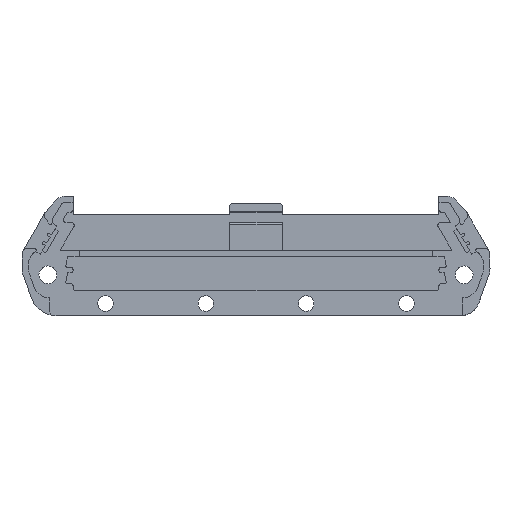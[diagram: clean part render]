
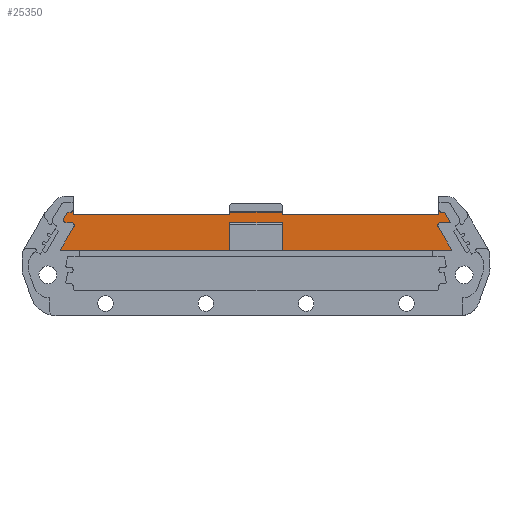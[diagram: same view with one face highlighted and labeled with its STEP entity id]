
A CAD part, top view. The second image highlights one B-rep face of the part: STEP entity #25350.
In plain terms, the highlighted planar face has unit normal (0, 0, 1).
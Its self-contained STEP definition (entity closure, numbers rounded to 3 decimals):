
#4380=CARTESIAN_POINT('',(-35.892,6.586,
-12.));
#4390=VERTEX_POINT('',#4380);
#4420=CARTESIAN_POINT('',(-35.892,0.,-12.));
#4430=DIRECTION('',(0.,1.,0.));
#4440=VECTOR('',#4430,1.);
#4450=LINE('',#4420,#4440);
#4460=CARTESIAN_POINT('',(-35.892,11.886,
-12.));
#4470=VERTEX_POINT('',#4460);
#4480=EDGE_CURVE('',#4390,#4470,#4450,.T.);
#4760=CARTESIAN_POINT('',(-65.706,11.386,
-12.));
#4770=VERTEX_POINT('',#4760);
#4820=CARTESIAN_POINT('',(-66.206,11.386,
-12.));
#4830=DIRECTION('',(0.,0.,-1.));
#4840=DIRECTION('',(-1.,0.,0.));
#4850=AXIS2_PLACEMENT_3D('',#4820,#4830,#4840);
#4860=CIRCLE('',#4850,0.5);
#4870=CARTESIAN_POINT('',(-65.773,11.136,
-12.));
#4880=VERTEX_POINT('',#4870);
#4890=EDGE_CURVE('',#4770,#4880,#4860,.T.);
#7590=CARTESIAN_POINT('',(-25.892,11.886,
-12.));
#7600=VERTEX_POINT('',#7590);
#7630=CARTESIAN_POINT('',(-25.892,0.,-12.));
#7640=DIRECTION('',(0.,1.,0.));
#7650=VECTOR('',#7640,1.);
#7660=LINE('',#7630,#7650);
#7670=CARTESIAN_POINT('',(-25.892,6.586,
-12.));
#7680=VERTEX_POINT('',#7670);
#7690=EDGE_CURVE('',#7680,#7600,#7660,.T.);
#10480=CARTESIAN_POINT('',(4.108,14.386,
-12.));
#10490=VERTEX_POINT('',#10480);
#10520=CARTESIAN_POINT('',(4.108,0.,-12.));
#10530=DIRECTION('',(0.,-1.,0.));
#10540=VECTOR('',#10530,1.);
#10550=LINE('',#10520,#10540);
#10560=CARTESIAN_POINT('',(4.108,13.486,
-12.));
#10570=VERTEX_POINT('',#10560);
#10580=EDGE_CURVE('',#10490,#10570,#10550,.T.);
#16970=CARTESIAN_POINT('',(0.,11.886,-12.));
#16980=DIRECTION('',(-1.,0.,0.));
#16990=VECTOR('',#16980,1.);
#17000=LINE('',#16970,#16990);
#17010=EDGE_CURVE('',#7600,#4470,#17000,.T.);
#23230=CARTESIAN_POINT('',(-72.202,0.,-12.));
#23240=DIRECTION('',(-0.5,-0.866,0.));
#23250=VECTOR('',#23240,1.);
#23260=LINE('',#23230,#23250);
#23270=CARTESIAN_POINT('',(-68.4,6.586,
-12.));
#23280=VERTEX_POINT('',#23270);
#23290=EDGE_CURVE('',#4880,#23280,#23260,.T.);
#23550=CARTESIAN_POINT('',(-27.022,-9.498,
-12.));
#23560=DIRECTION('',(0.,0.,-1.));
#23570=DIRECTION('',(-1.,0.,0.));
#23580=AXIS2_PLACEMENT_3D('',#23550,#23560,#23570);
#23590=PLANE('',#23580);
#23600=ORIENTED_EDGE('',*,*,#23290,.T.);
#23610=ORIENTED_EDGE('',*,*,#4890,.T.);
#23620=CARTESIAN_POINT('',(-66.206,11.886,
-12.));
#23630=VERTEX_POINT('',#23620);
#23640=EDGE_CURVE('',#23630,#4770,#4860,.T.);
#23650=ORIENTED_EDGE('',*,*,#23640,.T.);
#23660=CARTESIAN_POINT('',(0.,11.886,-12.));
#23670=DIRECTION('',(-1.,0.,0.));
#23680=VECTOR('',#23670,1.);
#23690=LINE('',#23660,#23680);
#23700=CARTESIAN_POINT('',(-67.281,11.886,
-12.));
#23710=VERTEX_POINT('',#23700);
#23720=EDGE_CURVE('',#23630,#23710,#23690,.T.);
#23730=ORIENTED_EDGE('',*,*,#23720,.F.);
#23740=CARTESIAN_POINT('',(-67.281,12.386,
-12.));
#23750=DIRECTION('',(0.,0.,-1.));
#23760=DIRECTION('',(-1.,0.,0.));
#23770=AXIS2_PLACEMENT_3D('',#23740,#23750,#23760);
#23780=CIRCLE('',#23770,0.5);
#23790=CARTESIAN_POINT('',(-67.781,12.386,
-12.));
#23800=VERTEX_POINT('',#23790);
#23810=EDGE_CURVE('',#23710,#23800,#23780,.T.);
#23820=ORIENTED_EDGE('',*,*,#23810,.F.);
#23830=CARTESIAN_POINT('',(-67.714,12.636,
-12.));
#23840=VERTEX_POINT('',#23830);
#23850=EDGE_CURVE('',#23800,#23840,#23780,.T.);
#23860=ORIENTED_EDGE('',*,*,#23850,.F.);
#23870=CARTESIAN_POINT('',(-75.01,0.,-12.));
#23880=DIRECTION('',(0.5,0.866,0.));
#23890=VECTOR('',#23880,1.);
#23900=LINE('',#23870,#23890);
#23910=CARTESIAN_POINT('',(-67.137,13.636,
-12.));
#23920=VERTEX_POINT('',#23910);
#23930=EDGE_CURVE('',#23840,#23920,#23900,.T.);
#23940=ORIENTED_EDGE('',*,*,#23930,.F.);
#23950=CARTESIAN_POINT('',(-66.704,13.386,
-12.));
#23960=DIRECTION('',(0.,0.,-1.));
#23970=DIRECTION('',(-1.,0.,0.));
#23980=AXIS2_PLACEMENT_3D('',#23950,#23960,#23970);
#23990=CIRCLE('',#23980,0.5);
#24000=CARTESIAN_POINT('',(-66.704,13.886,
-12.));
#24010=VERTEX_POINT('',#24000);
#24020=EDGE_CURVE('',#23920,#24010,#23990,.T.);
#24030=ORIENTED_EDGE('',*,*,#24020,.F.);
#24040=CARTESIAN_POINT('',(0.,13.886,-12.));
#24050=DIRECTION('',(-1.,0.,0.));
#24060=VECTOR('',#24050,1.);
#24070=LINE('',#24040,#24060);
#24080=CARTESIAN_POINT('',(-66.392,13.886,
-12.));
#24090=VERTEX_POINT('',#24080);
#24100=EDGE_CURVE('',#24090,#24010,#24070,.T.);
#24110=ORIENTED_EDGE('',*,*,#24100,.T.);
#24120=CARTESIAN_POINT('',(-66.392,14.386,
-12.));
#24130=DIRECTION('',(0.,0.,-1.));
#24140=DIRECTION('',(-1.,0.,0.));
#24150=AXIS2_PLACEMENT_3D('',#24120,#24130,#24140);
#24160=CIRCLE('',#24150,0.5);
#24170=CARTESIAN_POINT('',(-65.892,14.386,
-12.));
#24180=VERTEX_POINT('',#24170);
#24190=EDGE_CURVE('',#24180,#24090,#24160,.T.);
#24200=ORIENTED_EDGE('',*,*,#24190,.T.);
#24210=CARTESIAN_POINT('',(-65.892,0.,-12.));
#24220=DIRECTION('',(0.,-1.,0.));
#24230=VECTOR('',#24220,1.);
#24240=LINE('',#24210,#24230);
#24250=CARTESIAN_POINT('',(-65.892,13.486,
-12.));
#24260=VERTEX_POINT('',#24250);
#24270=EDGE_CURVE('',#24180,#24260,#24240,.T.);
#24280=ORIENTED_EDGE('',*,*,#24270,.F.);
#24290=CARTESIAN_POINT('',(0.,13.486,-12.));
#24300=DIRECTION('',(-1.,0.,0.));
#24310=VECTOR('',#24300,1.);
#24320=LINE('',#24290,#24310);
#24330=CARTESIAN_POINT('',(-35.892,13.486,
-12.));
#24340=VERTEX_POINT('',#24330);
#24350=EDGE_CURVE('',#24340,#24260,#24320,.T.);
#24360=ORIENTED_EDGE('',*,*,#24350,.T.);
#24370=CARTESIAN_POINT('',(-35.892,0.,-12.));
#24380=DIRECTION('',(0.,1.,0.));
#24390=VECTOR('',#24380,1.);
#24400=LINE('',#24370,#24390);
#24410=CARTESIAN_POINT('',(-35.892,13.886,
-12.));
#24420=VERTEX_POINT('',#24410);
#24430=EDGE_CURVE('',#24340,#24420,#24400,.T.);
#24440=ORIENTED_EDGE('',*,*,#24430,.F.);
#24450=CARTESIAN_POINT('',(0.,13.886,-12.));
#24460=DIRECTION('',(-1.,0.,0.));
#24470=VECTOR('',#24460,1.);
#24480=LINE('',#24450,#24470);
#24490=CARTESIAN_POINT('',(-25.892,13.886,
-12.));
#24500=VERTEX_POINT('',#24490);
#24510=EDGE_CURVE('',#24500,#24420,#24480,.T.);
#24520=ORIENTED_EDGE('',*,*,#24510,.T.);
#24530=CARTESIAN_POINT('',(-25.892,0.,-12.));
#24540=DIRECTION('',(0.,-1.,0.));
#24550=VECTOR('',#24540,1.);
#24560=LINE('',#24530,#24550);
#24570=CARTESIAN_POINT('',(-25.892,13.486,
-12.));
#24580=VERTEX_POINT('',#24570);
#24590=EDGE_CURVE('',#24500,#24580,#24560,.T.);
#24600=ORIENTED_EDGE('',*,*,#24590,.F.);
#24610=CARTESIAN_POINT('',(0.,13.486,-12.));
#24620=DIRECTION('',(-1.,0.,0.));
#24630=VECTOR('',#24620,1.);
#24640=LINE('',#24610,#24630);
#24650=EDGE_CURVE('',#10570,#24580,#24640,.T.);
#24660=ORIENTED_EDGE('',*,*,#24650,.T.);
#24670=ORIENTED_EDGE('',*,*,#10580,.T.);
#24680=CARTESIAN_POINT('',(4.608,14.386,
-12.));
#24690=DIRECTION('',(0.,0.,-1.));
#24700=DIRECTION('',(-1.,0.,0.));
#24710=AXIS2_PLACEMENT_3D('',#24680,#24690,#24700);
#24720=CIRCLE('',#24710,0.5);
#24730=CARTESIAN_POINT('',(4.608,13.886,
-12.));
#24740=VERTEX_POINT('',#24730);
#24750=EDGE_CURVE('',#24740,#10490,#24720,.T.);
#24760=ORIENTED_EDGE('',*,*,#24750,.T.);
#24770=CARTESIAN_POINT('',(0.,13.886,-12.));
#24780=DIRECTION('',(-1.,0.,0.));
#24790=VECTOR('',#24780,1.);
#24800=LINE('',#24770,#24790);
#24810=CARTESIAN_POINT('',(5.208,13.886,
-12.));
#24820=VERTEX_POINT('',#24810);
#24830=EDGE_CURVE('',#24820,#24740,#24800,.T.);
#24840=ORIENTED_EDGE('',*,*,#24830,.T.);
#24850=CARTESIAN_POINT('',(13.225,0.,-12.));
#24860=DIRECTION('',(0.5,-0.866,0.));
#24870=VECTOR('',#24860,1.);
#24880=LINE('',#24850,#24870);
#24890=CARTESIAN_POINT('',(6.362,11.886,
-12.));
#24900=VERTEX_POINT('',#24890);
#24910=EDGE_CURVE('',#24820,#24900,#24880,.T.);
#24920=ORIENTED_EDGE('',*,*,#24910,.F.);
#24930=CARTESIAN_POINT('',(0.,11.886,-12.));
#24940=DIRECTION('',(-1.,0.,0.));
#24950=VECTOR('',#24940,1.);
#24960=LINE('',#24930,#24950);
#24970=CARTESIAN_POINT('',(4.421,11.886,
-12.));
#24980=VERTEX_POINT('',#24970);
#24990=EDGE_CURVE('',#24900,#24980,#24960,.T.);
#25000=ORIENTED_EDGE('',*,*,#24990,.F.);
#25010=CARTESIAN_POINT('',(4.421,11.386,
-12.));
#25020=DIRECTION('',(0.,0.,1.));
#25030=DIRECTION('',(1.,0.,0.));
#25040=AXIS2_PLACEMENT_3D('',#25010,#25020,#25030);
#25050=CIRCLE('',#25040,0.5);
#25060=CARTESIAN_POINT('',(3.921,11.386,
-12.));
#25070=VERTEX_POINT('',#25060);
#25080=EDGE_CURVE('',#24980,#25070,#25050,.T.);
#25090=ORIENTED_EDGE('',*,*,#25080,.F.);
#25100=CARTESIAN_POINT('',(3.988,11.136,
-12.));
#25110=VERTEX_POINT('',#25100);
#25120=EDGE_CURVE('',#25070,#25110,#25050,.T.);
#25130=ORIENTED_EDGE('',*,*,#25120,.F.);
#25140=CARTESIAN_POINT('',(10.418,0.,-12.));
#25150=DIRECTION('',(0.5,-0.866,0.));
#25160=VECTOR('',#25150,1.);
#25170=LINE('',#25140,#25160);
#25180=CARTESIAN_POINT('',(6.615,6.586,
-12.));
#25190=VERTEX_POINT('',#25180);
#25200=EDGE_CURVE('',#25110,#25190,#25170,.T.);
#25210=ORIENTED_EDGE('',*,*,#25200,.F.);
#25220=CARTESIAN_POINT('',(0.,6.586,-12.));
#25230=DIRECTION('',(1.,0.,0.));
#25240=VECTOR('',#25230,1.);
#25250=LINE('',#25220,#25240);
#25260=EDGE_CURVE('',#7680,#25190,#25250,.T.);
#25270=ORIENTED_EDGE('',*,*,#25260,.T.);
#25280=ORIENTED_EDGE('',*,*,#7690,.F.);
#25290=ORIENTED_EDGE('',*,*,#17010,.F.);
#25300=ORIENTED_EDGE('',*,*,#4480,.T.);
#25310=EDGE_CURVE('',#23280,#4390,#25250,.T.);
#25320=ORIENTED_EDGE('',*,*,#25310,.T.);
#25330=EDGE_LOOP('',(#25320,#25300,#25290,#25280,#25270,#25210,#25130,
#25090,#25000,#24920,#24840,#24760,#24670,#24660,#24600,#24520,#24440,
#24360,#24280,#24200,#24110,#24030,#23940,#23860,#23820,#23730,#23650,
#23610,#23600));
#25340=FACE_OUTER_BOUND('',#25330,.T.);
#25350=ADVANCED_FACE('',(#25340),#23590,.F.);
